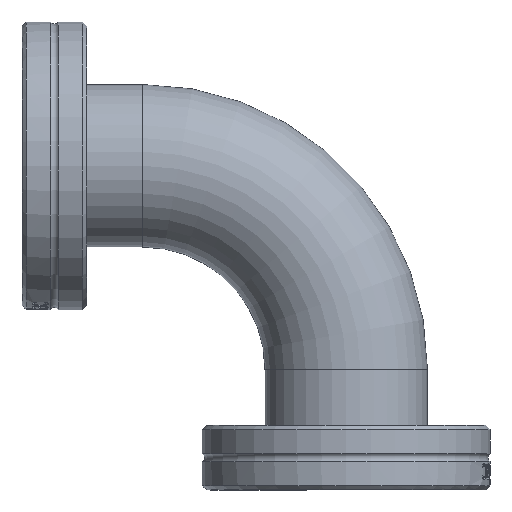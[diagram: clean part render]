
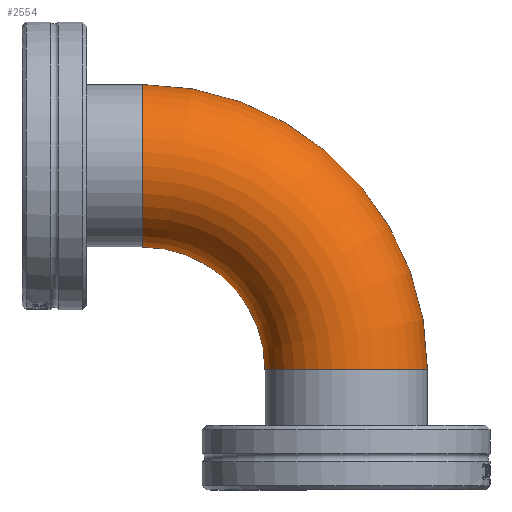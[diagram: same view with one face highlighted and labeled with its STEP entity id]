
A CAD part, left-side view. The second image highlights one B-rep face of the part: STEP entity #2554.
In plain terms, the highlighted toroidal (fillet/blend) face has major radius 23.9 mm and minor radius 9.55 mm.
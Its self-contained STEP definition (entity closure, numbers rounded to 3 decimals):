
#45=TOROIDAL_SURFACE('',#2879,23.9,9.55);
#443=FACE_OUTER_BOUND('',#607,.T.);
#607=EDGE_LOOP('',(#2391,#2392,#2393,#2394));
#1012=CIRCLE('',#2880,9.55);
#1013=CIRCLE('',#2881,14.35);
#1014=CIRCLE('',#2882,9.55);
#1266=VERTEX_POINT('',#5958);
#1267=VERTEX_POINT('',#5960);
#1642=EDGE_CURVE('',#1266,#1266,#1012,.T.);
#1643=EDGE_CURVE('',#1266,#1267,#1013,.T.);
#1644=EDGE_CURVE('',#1267,#1267,#1014,.T.);
#2391=ORIENTED_EDGE('',*,*,#1642,.F.);
#2392=ORIENTED_EDGE('',*,*,#1643,.T.);
#2393=ORIENTED_EDGE('',*,*,#1644,.T.);
#2394=ORIENTED_EDGE('',*,*,#1643,.F.);
#2554=ADVANCED_FACE('',(#443),#45,.T.);
#2879=AXIS2_PLACEMENT_3D('',#5957,#3513,#3514);
#2880=AXIS2_PLACEMENT_3D('',#5959,#3515,#3516);
#2881=AXIS2_PLACEMENT_3D('',#5961,#3517,#3518);
#2882=AXIS2_PLACEMENT_3D('',#5962,#3519,#3520);
#3513=DIRECTION('center_axis',(0.,0.,-1.));
#3514=DIRECTION('ref_axis',(-1.,0.,0.));
#3515=DIRECTION('center_axis',(1.,0.,0.));
#3516=DIRECTION('ref_axis',(0.,1.,0.));
#3517=DIRECTION('center_axis',(0.,0.,1.));
#3518=DIRECTION('ref_axis',(-1.,0.,0.));
#3519=DIRECTION('center_axis',(0.,1.,0.));
#3520=DIRECTION('ref_axis',(-1.,0.,0.));
#5957=CARTESIAN_POINT('Origin',(0.,0.,0.));
#5958=CARTESIAN_POINT('',(0.,14.35,0.));
#5959=CARTESIAN_POINT('Origin',(0.,23.9,0.));
#5960=CARTESIAN_POINT('',(-14.35,0.,0.));
#5961=CARTESIAN_POINT('Origin',(0.,0.,0.));
#5962=CARTESIAN_POINT('Origin',(-23.9,0.,0.));
